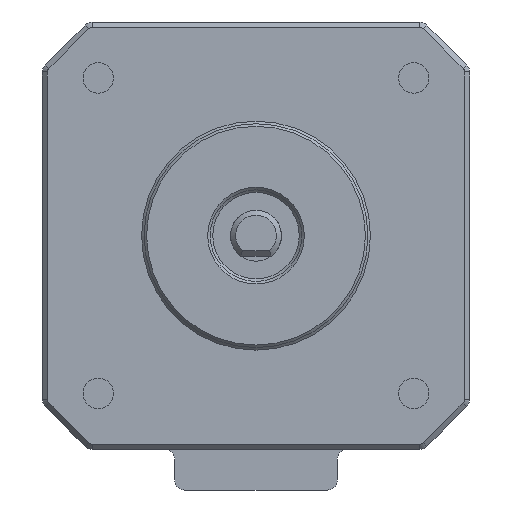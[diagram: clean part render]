
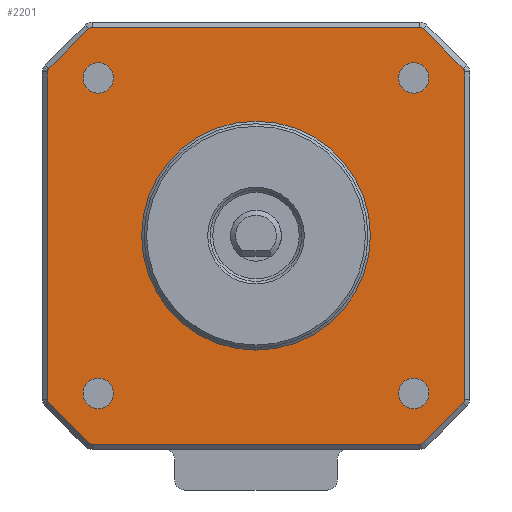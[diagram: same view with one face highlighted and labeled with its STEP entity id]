
A CAD part, front view. The second image highlights one B-rep face of the part: STEP entity #2201.
In plain terms, the highlighted planar face has unit normal (0, -1, 0).
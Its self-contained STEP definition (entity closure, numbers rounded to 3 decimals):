
#25=FACE_BOUND('',#310,.T.);
#26=FACE_BOUND('',#311,.T.);
#27=FACE_BOUND('',#312,.T.);
#28=FACE_BOUND('',#313,.T.);
#29=FACE_BOUND('',#314,.T.);
#41=PLANE('',#2373);
#161=FACE_OUTER_BOUND('',#309,.T.);
#309=EDGE_LOOP('',(#1539,#1540,#1541,#1542,#1543,#1544,#1545,#1546,#1547,
#1548,#1549,#1550,#1551,#1552,#1553,#1554));
#310=EDGE_LOOP('',(#1555));
#311=EDGE_LOOP('',(#1556));
#312=EDGE_LOOP('',(#1557));
#313=EDGE_LOOP('',(#1558));
#314=EDGE_LOOP('',(#1559));
#467=LINE('',#3395,#670);
#468=LINE('',#3399,#671);
#469=LINE('',#3403,#672);
#470=LINE('',#3407,#673);
#471=LINE('',#3411,#674);
#472=LINE('',#3415,#675);
#473=LINE('',#3419,#676);
#474=LINE('',#3423,#677);
#670=VECTOR('',#2666,10.);
#671=VECTOR('',#2669,10.);
#672=VECTOR('',#2672,10.);
#673=VECTOR('',#2675,10.);
#674=VECTOR('',#2678,10.);
#675=VECTOR('',#2681,10.);
#676=VECTOR('',#2684,10.);
#677=VECTOR('',#2687,10.);
#875=CIRCLE('',#2372,11.25);
#876=CIRCLE('',#2374,0.5);
#877=CIRCLE('',#2375,0.5);
#878=CIRCLE('',#2376,0.5);
#879=CIRCLE('',#2377,0.5);
#880=CIRCLE('',#2378,0.5);
#881=CIRCLE('',#2379,0.5);
#882=CIRCLE('',#2380,0.5);
#883=CIRCLE('',#2381,0.5);
#884=CIRCLE('',#2382,1.5);
#885=CIRCLE('',#2383,1.5);
#886=CIRCLE('',#2384,1.5);
#887=CIRCLE('',#2385,1.5);
#995=VERTEX_POINT('',#3389);
#996=VERTEX_POINT('',#3393);
#997=VERTEX_POINT('',#3394);
#998=VERTEX_POINT('',#3396);
#999=VERTEX_POINT('',#3398);
#1000=VERTEX_POINT('',#3400);
#1001=VERTEX_POINT('',#3402);
#1002=VERTEX_POINT('',#3404);
#1003=VERTEX_POINT('',#3406);
#1004=VERTEX_POINT('',#3408);
#1005=VERTEX_POINT('',#3410);
#1006=VERTEX_POINT('',#3412);
#1007=VERTEX_POINT('',#3414);
#1008=VERTEX_POINT('',#3416);
#1009=VERTEX_POINT('',#3418);
#1010=VERTEX_POINT('',#3420);
#1011=VERTEX_POINT('',#3422);
#1012=VERTEX_POINT('',#3425);
#1013=VERTEX_POINT('',#3427);
#1014=VERTEX_POINT('',#3429);
#1015=VERTEX_POINT('',#3431);
#1199=EDGE_CURVE('',#995,#995,#875,.T.);
#1201=EDGE_CURVE('',#996,#997,#467,.T.);
#1202=EDGE_CURVE('',#998,#996,#876,.T.);
#1203=EDGE_CURVE('',#999,#998,#468,.T.);
#1204=EDGE_CURVE('',#1000,#999,#877,.T.);
#1205=EDGE_CURVE('',#1001,#1000,#469,.T.);
#1206=EDGE_CURVE('',#1002,#1001,#878,.T.);
#1207=EDGE_CURVE('',#1003,#1002,#470,.T.);
#1208=EDGE_CURVE('',#1004,#1003,#879,.T.);
#1209=EDGE_CURVE('',#1005,#1004,#471,.T.);
#1210=EDGE_CURVE('',#1006,#1005,#880,.T.);
#1211=EDGE_CURVE('',#1007,#1006,#472,.T.);
#1212=EDGE_CURVE('',#1008,#1007,#881,.T.);
#1213=EDGE_CURVE('',#1009,#1008,#473,.T.);
#1214=EDGE_CURVE('',#1010,#1009,#882,.T.);
#1215=EDGE_CURVE('',#1011,#1010,#474,.T.);
#1216=EDGE_CURVE('',#997,#1011,#883,.T.);
#1217=EDGE_CURVE('',#1012,#1012,#884,.T.);
#1218=EDGE_CURVE('',#1013,#1013,#885,.T.);
#1219=EDGE_CURVE('',#1014,#1014,#886,.T.);
#1220=EDGE_CURVE('',#1015,#1015,#887,.T.);
#1539=ORIENTED_EDGE('',*,*,#1201,.F.);
#1540=ORIENTED_EDGE('',*,*,#1202,.F.);
#1541=ORIENTED_EDGE('',*,*,#1203,.F.);
#1542=ORIENTED_EDGE('',*,*,#1204,.F.);
#1543=ORIENTED_EDGE('',*,*,#1205,.F.);
#1544=ORIENTED_EDGE('',*,*,#1206,.F.);
#1545=ORIENTED_EDGE('',*,*,#1207,.F.);
#1546=ORIENTED_EDGE('',*,*,#1208,.F.);
#1547=ORIENTED_EDGE('',*,*,#1209,.F.);
#1548=ORIENTED_EDGE('',*,*,#1210,.F.);
#1549=ORIENTED_EDGE('',*,*,#1211,.F.);
#1550=ORIENTED_EDGE('',*,*,#1212,.F.);
#1551=ORIENTED_EDGE('',*,*,#1213,.F.);
#1552=ORIENTED_EDGE('',*,*,#1214,.F.);
#1553=ORIENTED_EDGE('',*,*,#1215,.F.);
#1554=ORIENTED_EDGE('',*,*,#1216,.F.);
#1555=ORIENTED_EDGE('',*,*,#1217,.T.);
#1556=ORIENTED_EDGE('',*,*,#1218,.T.);
#1557=ORIENTED_EDGE('',*,*,#1219,.T.);
#1558=ORIENTED_EDGE('',*,*,#1220,.T.);
#1559=ORIENTED_EDGE('',*,*,#1199,.F.);
#2201=ADVANCED_FACE('',(#161,#25,#26,#27,#28,#29),#41,.F.);
#2372=AXIS2_PLACEMENT_3D('',#3390,#2661,#2662);
#2373=AXIS2_PLACEMENT_3D('',#3392,#2664,#2665);
#2374=AXIS2_PLACEMENT_3D('',#3397,#2667,#2668);
#2375=AXIS2_PLACEMENT_3D('',#3401,#2670,#2671);
#2376=AXIS2_PLACEMENT_3D('',#3405,#2673,#2674);
#2377=AXIS2_PLACEMENT_3D('',#3409,#2676,#2677);
#2378=AXIS2_PLACEMENT_3D('',#3413,#2679,#2680);
#2379=AXIS2_PLACEMENT_3D('',#3417,#2682,#2683);
#2380=AXIS2_PLACEMENT_3D('',#3421,#2685,#2686);
#2381=AXIS2_PLACEMENT_3D('',#3424,#2688,#2689);
#2382=AXIS2_PLACEMENT_3D('',#3426,#2690,#2691);
#2383=AXIS2_PLACEMENT_3D('',#3428,#2692,#2693);
#2384=AXIS2_PLACEMENT_3D('',#3430,#2694,#2695);
#2385=AXIS2_PLACEMENT_3D('',#3432,#2696,#2697);
#2661=DIRECTION('center_axis',(0.,-1.,0.));
#2662=DIRECTION('ref_axis',(1.,0.,0.));
#2664=DIRECTION('center_axis',(0.,1.,0.));
#2665=DIRECTION('ref_axis',(1.,0.,0.));
#2666=DIRECTION('',(0.,0.,1.));
#2667=DIRECTION('center_axis',(0.,1.,0.));
#2668=DIRECTION('ref_axis',(-0.924,0.,-0.383));
#2669=DIRECTION('',(-0.707,0.,0.707));
#2670=DIRECTION('center_axis',(0.,1.,0.));
#2671=DIRECTION('ref_axis',(-0.383,0.,-0.924));
#2672=DIRECTION('',(-1.,0.,0.));
#2673=DIRECTION('center_axis',(0.,1.,0.));
#2674=DIRECTION('ref_axis',(0.383,0.,-0.924));
#2675=DIRECTION('',(-0.707,0.,-0.707));
#2676=DIRECTION('center_axis',(0.,1.,0.));
#2677=DIRECTION('ref_axis',(0.924,0.,-0.383));
#2678=DIRECTION('',(0.,0.,-1.));
#2679=DIRECTION('center_axis',(0.,1.,0.));
#2680=DIRECTION('ref_axis',(0.924,0.,0.383));
#2681=DIRECTION('',(0.707,0.,-0.707));
#2682=DIRECTION('center_axis',(0.,1.,0.));
#2683=DIRECTION('ref_axis',(0.383,0.,0.924));
#2684=DIRECTION('',(1.,0.,0.));
#2685=DIRECTION('center_axis',(0.,1.,0.));
#2686=DIRECTION('ref_axis',(-0.383,0.,0.924));
#2687=DIRECTION('',(0.707,0.,0.707));
#2688=DIRECTION('center_axis',(0.,1.,0.));
#2689=DIRECTION('ref_axis',(-0.924,0.,0.383));
#2690=DIRECTION('center_axis',(0.,1.,0.));
#2691=DIRECTION('ref_axis',(1.,0.,0.));
#2692=DIRECTION('center_axis',(0.,1.,0.));
#2693=DIRECTION('ref_axis',(1.,0.,0.));
#2694=DIRECTION('center_axis',(0.,1.,0.));
#2695=DIRECTION('ref_axis',(1.,0.,0.));
#2696=DIRECTION('center_axis',(0.,1.,0.));
#2697=DIRECTION('ref_axis',(1.,0.,0.));
#3389=CARTESIAN_POINT('',(-11.25,0.,0.));
#3390=CARTESIAN_POINT('Origin',(0.,0.,0.));
#3392=CARTESIAN_POINT('Origin',(0.,0.,0.));
#3393=CARTESIAN_POINT('',(-20.5,0.,-16.086));
#3394=CARTESIAN_POINT('',(-20.5,0.,16.086));
#3395=CARTESIAN_POINT('',(-20.5,0.,-8.25));
#3396=CARTESIAN_POINT('',(-20.354,0.,-16.439));
#3397=CARTESIAN_POINT('Origin',(-20.,0.,-16.086));
#3398=CARTESIAN_POINT('',(-16.439,0.,-20.354));
#3399=CARTESIAN_POINT('',(-17.271,0.,-19.521));
#3400=CARTESIAN_POINT('',(-16.086,0.,-20.5));
#3401=CARTESIAN_POINT('Origin',(-16.086,0.,-20.));
#3402=CARTESIAN_POINT('',(16.086,0.,-20.5));
#3403=CARTESIAN_POINT('',(8.25,0.,-20.5));
#3404=CARTESIAN_POINT('',(16.439,0.,-20.354));
#3405=CARTESIAN_POINT('Origin',(16.086,0.,-20.));
#3406=CARTESIAN_POINT('',(20.354,0.,-16.439));
#3407=CARTESIAN_POINT('',(19.521,0.,-17.271));
#3408=CARTESIAN_POINT('',(20.5,0.,-16.086));
#3409=CARTESIAN_POINT('Origin',(20.,0.,-16.086));
#3410=CARTESIAN_POINT('',(20.5,0.,16.086));
#3411=CARTESIAN_POINT('',(20.5,0.,8.25));
#3412=CARTESIAN_POINT('',(20.354,0.,16.439));
#3413=CARTESIAN_POINT('Origin',(20.,0.,16.086));
#3414=CARTESIAN_POINT('',(16.439,0.,20.354));
#3415=CARTESIAN_POINT('',(17.271,0.,19.521));
#3416=CARTESIAN_POINT('',(16.086,0.,20.5));
#3417=CARTESIAN_POINT('Origin',(16.086,0.,20.));
#3418=CARTESIAN_POINT('',(-16.086,0.,20.5));
#3419=CARTESIAN_POINT('',(-8.25,0.,20.5));
#3420=CARTESIAN_POINT('',(-16.439,0.,20.354));
#3421=CARTESIAN_POINT('Origin',(-16.086,0.,20.));
#3422=CARTESIAN_POINT('',(-20.354,0.,16.439));
#3423=CARTESIAN_POINT('',(-19.521,0.,17.271));
#3424=CARTESIAN_POINT('Origin',(-20.,0.,16.086));
#3425=CARTESIAN_POINT('',(-17.,0.,-15.5));
#3426=CARTESIAN_POINT('Origin',(-15.5,0.,-15.5));
#3427=CARTESIAN_POINT('',(-17.,0.,15.5));
#3428=CARTESIAN_POINT('Origin',(-15.5,0.,15.5));
#3429=CARTESIAN_POINT('',(14.,0.,-15.5));
#3430=CARTESIAN_POINT('Origin',(15.5,0.,-15.5));
#3431=CARTESIAN_POINT('',(14.,0.,15.5));
#3432=CARTESIAN_POINT('Origin',(15.5,0.,15.5));
